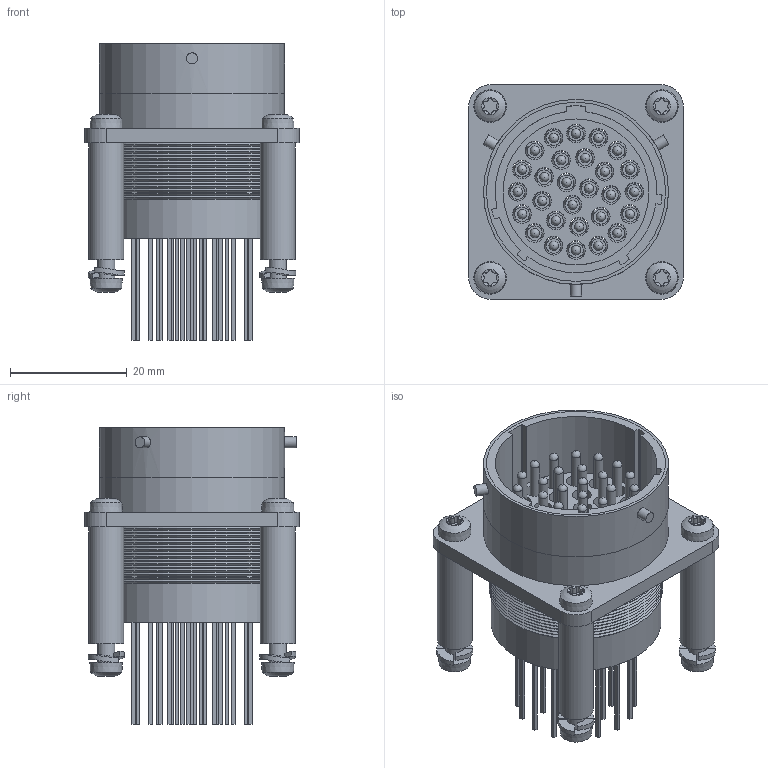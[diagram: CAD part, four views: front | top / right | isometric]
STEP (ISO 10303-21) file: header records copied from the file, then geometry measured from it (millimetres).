
FILE_DESCRIPTION(/* description */ (''),/* implementation_level */ '2;1');
FILE_NAME(/* name */ 'SOURIAU_EDA-03622-V1-0.stp',/* time_stamp */ '2017-04-26T11:49:13+02:00',/* author */ ('jchouvet'),/* organization */ (''),/* preprocessor_version */ 'ST-DEVELOPER v16.1',/* originating_system */ 'AutoCAD Mechanical',/* authorisation */ '');
FILE_SCHEMA (('AUTOMOTIVE_DESIGN { 1 0 10303 214 3 1 1 }'));
Length unit declared in the file: millimetre
Products named in the file (2): 1; Product
Assembly tree (4 placements, depth 2):
  Product
    1  x4
Bounding box: 36.75 x 36.75 x 50.8 mm (x, y, z)
Volume: 19422.5 mm3; surface area: 26476.8 mm2
Topology: 46 solids, 46 shells, 1219 faces, 2781 edges, 1838 vertices
Faces by surface type: plane 682, cylinder 445, cone 56, sphere 36
Full cylindrical faces by diameter (mm): 1.6 x28, 1.89 x3, 2.4 x28, 2.5 x60, 3 x8, 3.1 x28, 3.2 x32, 6 x4, 25 x1, 29.2 x1, 30.7 x2, 31.7 x2
Entity records: 32623 total; most frequent: CARTESIAN_POINT 7156, DIRECTION 5562, ORIENTED_EDGE 4516, AXIS2_PLACEMENT_3D 2294, EDGE_CURVE 2258, EDGE_LOOP 1706, VERTEX_POINT 1658, FACE_OUTER_BOUND 1159
